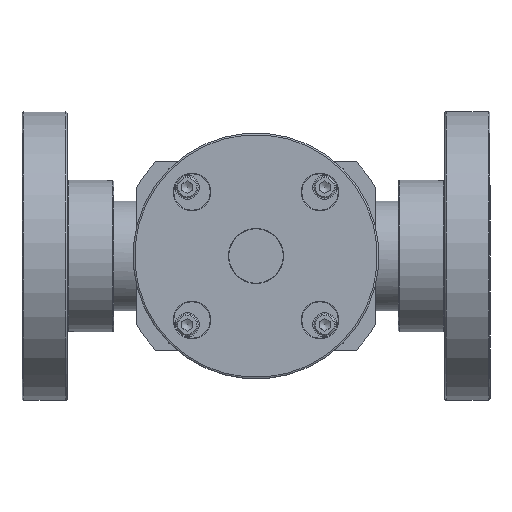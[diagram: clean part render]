
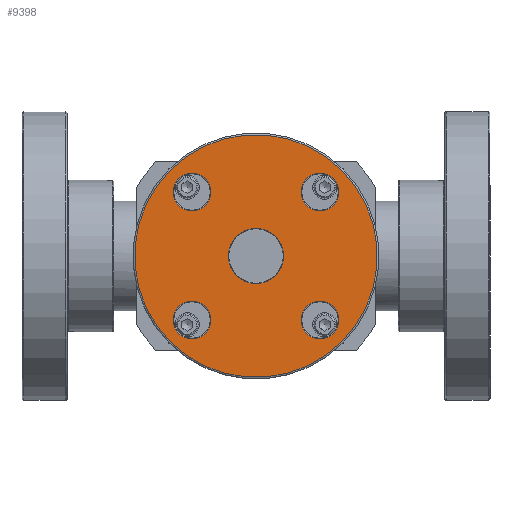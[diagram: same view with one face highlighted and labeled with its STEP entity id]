
A CAD part, front view. The second image highlights one B-rep face of the part: STEP entity #9398.
In plain terms, the highlighted planar face has unit normal (0, -1, 0).
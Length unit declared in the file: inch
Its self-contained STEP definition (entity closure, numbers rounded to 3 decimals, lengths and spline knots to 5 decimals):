
#9292=CARTESIAN_POINT('',(-1.48139,-1.843,-1.48139));
#9293=VERTEX_POINT('',#9292);
#9294=CARTESIAN_POINT('',(0.,-1.843,0.));
#9295=DIRECTION('',(0.,1.0,0.));
#9296=DIRECTION('',(0.707,0.,0.707));
#9297=AXIS2_PLACEMENT_3D('',#9294,#9295,#9296);
#9298=CIRCLE('',#9297,2.095);
#9299=EDGE_CURVE('',#9293,#9293,#9298,.T.);
#9335=CARTESIAN_POINT('',(-0.91676,-1.843,-0.91676));
#9336=DIRECTION('',(0.0,-1.0,0.0));
#9337=DIRECTION('',(-0.707,0.0,0.707));
#9338=AXIS2_PLACEMENT_3D('',#9335,#9336,#9337);
#9339=PLANE('',#9338);
#9340=ORIENTED_EDGE('',*,*,#9299,.F.);
#9341=EDGE_LOOP('',(#9340));
#9342=FACE_OUTER_BOUND('',#9341,.T.);
#9343=CARTESIAN_POINT('',(-1.33466,-1.843,0.87504));
#9344=VERTEX_POINT('',#9343);
#9345=CARTESIAN_POINT('',(-1.10485,-1.843,1.10485));
#9346=DIRECTION('',(0.,-1.,0.));
#9347=DIRECTION('',(0.707,0.,0.707));
#9348=AXIS2_PLACEMENT_3D('',#9345,#9346,#9347);
#9349=CIRCLE('',#9348,0.325);
#9350=EDGE_CURVE('',#9344,#9344,#9349,.T.);
#9351=ORIENTED_EDGE('',*,*,#9350,.F.);
#9352=EDGE_LOOP('',(#9351));
#9353=FACE_BOUND('',#9352,.T.);
#9354=CARTESIAN_POINT('',(0.87504,-1.843,1.33466));
#9355=VERTEX_POINT('',#9354);
#9356=CARTESIAN_POINT('',(1.10485,-1.843,1.10485));
#9357=DIRECTION('',(0.,-1.,0.));
#9358=DIRECTION('',(0.707,0.,-0.707));
#9359=AXIS2_PLACEMENT_3D('',#9356,#9357,#9358);
#9360=CIRCLE('',#9359,0.325);
#9361=EDGE_CURVE('',#9355,#9355,#9360,.T.);
#9362=ORIENTED_EDGE('',*,*,#9361,.F.);
#9363=EDGE_LOOP('',(#9362));
#9364=FACE_BOUND('',#9363,.T.);
#9365=CARTESIAN_POINT('',(1.33466,-1.843,-0.87504));
#9366=VERTEX_POINT('',#9365);
#9367=CARTESIAN_POINT('',(1.10485,-1.843,-1.10485));
#9368=DIRECTION('',(0.,-1.,0.));
#9369=DIRECTION('',(-0.707,0.,-0.707));
#9370=AXIS2_PLACEMENT_3D('',#9367,#9368,#9369);
#9371=CIRCLE('',#9370,0.325);
#9372=EDGE_CURVE('',#9366,#9366,#9371,.T.);
#9373=ORIENTED_EDGE('',*,*,#9372,.F.);
#9374=EDGE_LOOP('',(#9373));
#9375=FACE_BOUND('',#9374,.T.);
#9376=CARTESIAN_POINT('',(-0.338,-1.843,-0.338));
#9377=VERTEX_POINT('',#9376);
#9378=CARTESIAN_POINT('',(0.,-1.843,0.));
#9379=DIRECTION('',(0.,-1.0,0.));
#9380=DIRECTION('',(0.707,0.,0.707));
#9381=AXIS2_PLACEMENT_3D('',#9378,#9379,#9380);
#9382=CIRCLE('',#9381,0.478);
#9383=EDGE_CURVE('',#9377,#9377,#9382,.T.);
#9384=ORIENTED_EDGE('',*,*,#9383,.F.);
#9385=EDGE_LOOP('',(#9384));
#9386=FACE_BOUND('',#9385,.T.);
#9387=CARTESIAN_POINT('',(-0.87504,-1.843,-1.33466));
#9388=VERTEX_POINT('',#9387);
#9389=CARTESIAN_POINT('',(-1.10485,-1.843,-1.10485));
#9390=DIRECTION('',(0.,-1.,0.));
#9391=DIRECTION('',(-0.707,0.,0.707));
#9392=AXIS2_PLACEMENT_3D('',#9389,#9390,#9391);
#9393=CIRCLE('',#9392,0.325);
#9394=EDGE_CURVE('',#9388,#9388,#9393,.T.);
#9395=ORIENTED_EDGE('',*,*,#9394,.F.);
#9396=EDGE_LOOP('',(#9395));
#9397=FACE_BOUND('',#9396,.T.);
#9398=ADVANCED_FACE('',(#9342,#9353,#9364,#9375,#9386,#9397),#9339,.T.);
